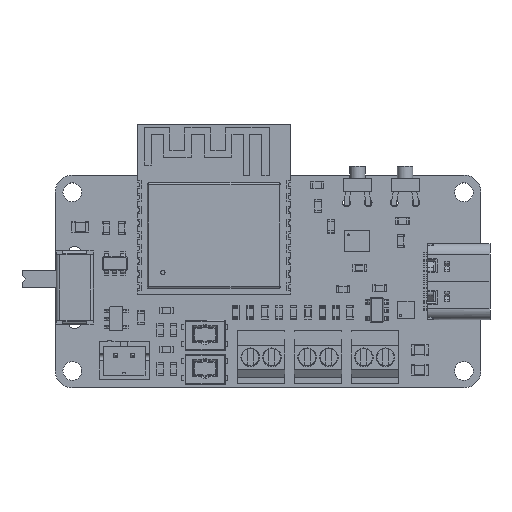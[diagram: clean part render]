
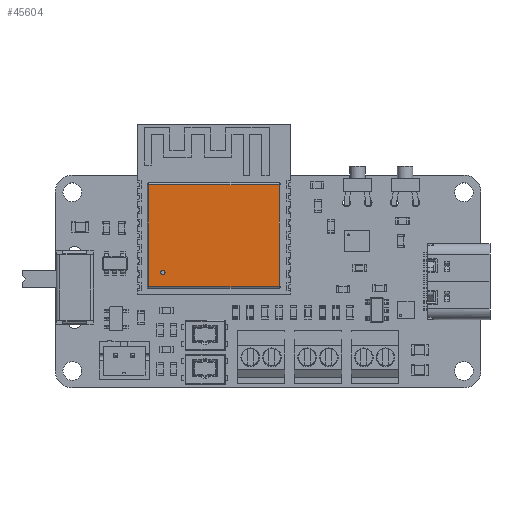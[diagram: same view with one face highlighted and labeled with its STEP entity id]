
A CAD part, top view. The second image highlights one B-rep face of the part: STEP entity #45604.
In plain terms, the highlighted planar face has unit normal (0, 0, 1).
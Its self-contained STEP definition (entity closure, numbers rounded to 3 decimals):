
#45428 = VERTEX_POINT('',#45429);
#45429 = CARTESIAN_POINT('',(-7.65,5.98,3.2));
#45436 = EDGE_CURVE('',#45428,#45437,#45439,.T.);
#45437 = VERTEX_POINT('',#45438);
#45438 = CARTESIAN_POINT('',(7.65,5.98,3.2));
#45439 = LINE('',#45440,#45441);
#45440 = CARTESIAN_POINT('',(-7.85,5.98,3.2));
#45441 = VECTOR('',#45442,1.);
#45442 = DIRECTION('',(1.,0.,0.));
#45604 = ADVANCED_FACE('',(#45605,#45630),#45641,.T.);
#45605 = FACE_BOUND('',#45606,.T.);
#45606 = EDGE_LOOP('',(#45607,#45615,#45616,#45624));
#45607 = ORIENTED_EDGE('',*,*,#45608,.F.);
#45608 = EDGE_CURVE('',#45437,#45609,#45611,.T.);
#45609 = VERTEX_POINT('',#45610);
#45610 = CARTESIAN_POINT('',(7.65,-5.99,3.2));
#45611 = LINE('',#45612,#45613);
#45612 = CARTESIAN_POINT('',(7.65,6.18,3.2));
#45613 = VECTOR('',#45614,1.);
#45614 = DIRECTION('',(0.,-1.,0.));
#45615 = ORIENTED_EDGE('',*,*,#45436,.F.);
#45616 = ORIENTED_EDGE('',*,*,#45617,.F.);
#45617 = EDGE_CURVE('',#45618,#45428,#45620,.T.);
#45618 = VERTEX_POINT('',#45619);
#45619 = CARTESIAN_POINT('',(-7.65,-5.99,3.2));
#45620 = LINE('',#45621,#45622);
#45621 = CARTESIAN_POINT('',(-7.65,-6.19,3.2));
#45622 = VECTOR('',#45623,1.);
#45623 = DIRECTION('',(0.,1.,0.));
#45624 = ORIENTED_EDGE('',*,*,#45625,.F.);
#45625 = EDGE_CURVE('',#45609,#45618,#45626,.T.);
#45626 = LINE('',#45627,#45628);
#45627 = CARTESIAN_POINT('',(7.85,-5.99,3.2));
#45628 = VECTOR('',#45629,1.);
#45629 = DIRECTION('',(-1.,0.,0.));
#45630 = FACE_BOUND('',#45631,.T.);
#45631 = EDGE_LOOP('',(#45632));
#45632 = ORIENTED_EDGE('',*,*,#45633,.F.);
#45633 = EDGE_CURVE('',#45634,#45634,#45636,.T.);
#45634 = VERTEX_POINT('',#45635);
#45635 = CARTESIAN_POINT('',(-5.75,-4.34,3.2));
#45636 = CIRCLE('',#45637,0.25);
#45637 = AXIS2_PLACEMENT_3D('',#45638,#45639,#45640);
#45638 = CARTESIAN_POINT('',(-6.,-4.34,3.2));
#45639 = DIRECTION('',(0.,0.,1.));
#45640 = DIRECTION('',(1.,0.,-0.));
#45641 = PLANE('',#45642);
#45642 = AXIS2_PLACEMENT_3D('',#45643,#45644,#45645);
#45643 = CARTESIAN_POINT('',(0.,-0.005,3.2));
#45644 = DIRECTION('',(0.,0.,1.));
#45645 = DIRECTION('',(1.,0.,-0.));
